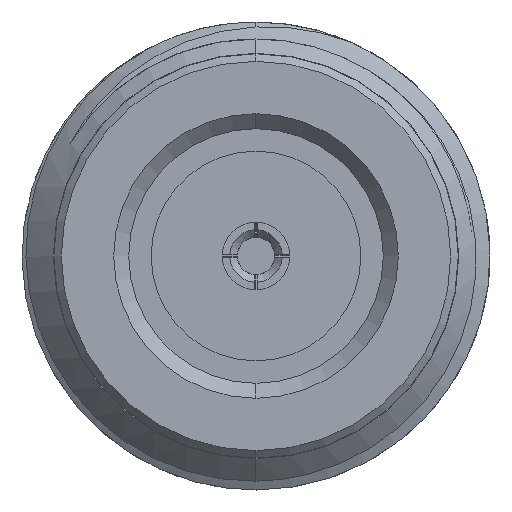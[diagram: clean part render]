
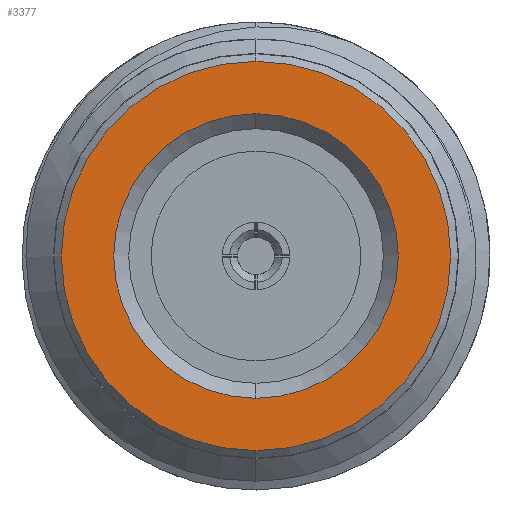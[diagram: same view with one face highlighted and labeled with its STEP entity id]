
A CAD part, left-side view. The second image highlights one B-rep face of the part: STEP entity #3377.
In plain terms, the highlighted planar face has unit normal (-1, 0, 0).
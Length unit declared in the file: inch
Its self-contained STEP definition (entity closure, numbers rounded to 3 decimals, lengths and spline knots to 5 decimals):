
#68 = AXIS2_PLACEMENT_3D ( 'NONE', #1033, #1017, #3699 ) ;
#155 = DIRECTION ( 'NONE',  ( 1., 0., 0. ) ) ;
#335 = CARTESIAN_POINT ( 'NONE',  ( 0., 0., 0. ) ) ;
#361 = ORIENTED_EDGE ( 'NONE', *, *, #2197, .F. ) ;
#987 = VERTEX_POINT ( 'NONE', #3437 ) ;
#990 = EDGE_CURVE ( 'NONE', #987, #3275, #3747, .T. ) ;
#993 = CARTESIAN_POINT ( 'NONE',  ( 0., 0., 0.26 ) ) ;
#1017 = DIRECTION ( 'NONE',  ( 1., 0., 0. ) ) ;
#1033 = CARTESIAN_POINT ( 'NONE',  ( 0., 0., 0. ) ) ;
#1149 = DIRECTION ( 'NONE',  ( 1., 0., 0. ) ) ;
#1154 = ORIENTED_EDGE ( 'NONE', *, *, #4368, .T. ) ;
#1240 = CARTESIAN_POINT ( 'NONE',  ( 0., 0., 0. ) ) ;
#1284 = EDGE_LOOP ( 'NONE', ( #4646, #361 ) ) ;
#1303 = FACE_BOUND ( 'NONE', #2035, .T. ) ;
#1362 = CIRCLE ( 'NONE', #3751, 0.19 ) ;
#1955 = AXIS2_PLACEMENT_3D ( 'NONE', #4464, #4849, #3255 ) ;
#2035 = EDGE_LOOP ( 'NONE', ( #1154, #2970 ) ) ;
#2197 = EDGE_CURVE ( 'NONE', #3275, #987, #4967, .T. ) ;
#2416 = CARTESIAN_POINT ( 'NONE',  ( 0., 0., 0.19 ) ) ;
#2535 = DIRECTION ( 'NONE',  ( 1., 0., 0. ) ) ;
#2601 = CARTESIAN_POINT ( 'NONE',  ( 0., 0., -0.19 ) ) ;
#2740 = CIRCLE ( 'NONE', #68, 0.19 ) ;
#2884 = AXIS2_PLACEMENT_3D ( 'NONE', #1240, #155, #2913 ) ;
#2892 = DIRECTION ( 'NONE',  ( 0., 0., 1. ) ) ;
#2913 = DIRECTION ( 'NONE',  ( 0., 0., -1. ) ) ;
#2966 = VERTEX_POINT ( 'NONE', #2601 ) ;
#2970 = ORIENTED_EDGE ( 'NONE', *, *, #3293, .T. ) ;
#2984 = FACE_OUTER_BOUND ( 'NONE', #1284, .T. ) ;
#3255 = DIRECTION ( 'NONE',  ( 0., 0., 1. ) ) ;
#3275 = VERTEX_POINT ( 'NONE', #993 ) ;
#3293 = EDGE_CURVE ( 'NONE', #2966, #4567, #1362, .T. ) ;
#3377 = ADVANCED_FACE ( 'NONE', ( #1303, #2984 ), #4058, .T. ) ;
#3437 = CARTESIAN_POINT ( 'NONE',  ( 0., 0., -0.26 ) ) ;
#3623 = AXIS2_PLACEMENT_3D ( 'NONE', #335, #1149, #3817 ) ;
#3699 = DIRECTION ( 'NONE',  ( 0., 0., 1. ) ) ;
#3747 = CIRCLE ( 'NONE', #3623, 0.26 ) ;
#3751 = AXIS2_PLACEMENT_3D ( 'NONE', #4843, #2535, #2892 ) ;
#3817 = DIRECTION ( 'NONE',  ( 0., 0., -1. ) ) ;
#4058 = PLANE ( 'NONE',  #1955 ) ;
#4368 = EDGE_CURVE ( 'NONE', #4567, #2966, #2740, .T. ) ;
#4464 = CARTESIAN_POINT ( 'NONE',  ( 0., 0., 0. ) ) ;
#4567 = VERTEX_POINT ( 'NONE', #2416 ) ;
#4646 = ORIENTED_EDGE ( 'NONE', *, *, #990, .F. ) ;
#4843 = CARTESIAN_POINT ( 'NONE',  ( 0., 0., 0. ) ) ;
#4849 = DIRECTION ( 'NONE',  ( -1., 0., 0. ) ) ;
#4967 = CIRCLE ( 'NONE', #2884, 0.26 ) ;
